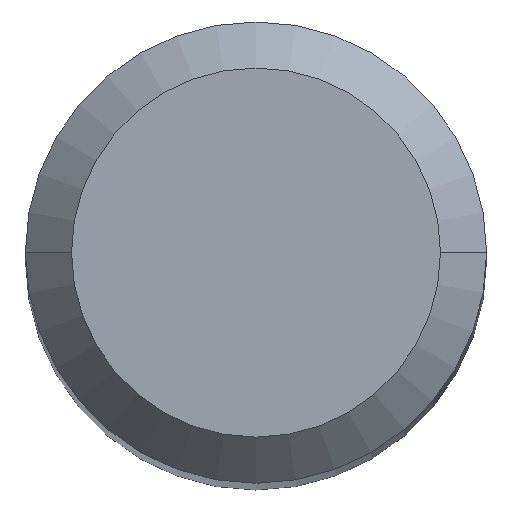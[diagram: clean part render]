
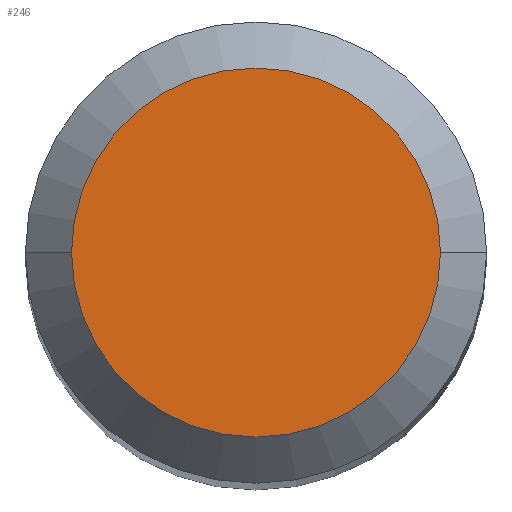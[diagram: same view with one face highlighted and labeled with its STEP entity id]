
A CAD part, top view. The second image highlights one B-rep face of the part: STEP entity #246.
In plain terms, the highlighted planar face has unit normal (0, 0, 1).
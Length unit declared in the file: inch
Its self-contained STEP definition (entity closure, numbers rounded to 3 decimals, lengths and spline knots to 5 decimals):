
#8 = CARTESIAN_POINT ( 'NONE',  ( 0., 0., 0. ) ) ;
#28 = CARTESIAN_POINT ( 'NONE',  ( 0., 0., 0. ) ) ;
#29 = EDGE_CURVE ( 'NONE', #294, #69, #119, .T. ) ;
#69 = VERTEX_POINT ( 'NONE', #455 ) ;
#119 = CIRCLE ( 'NONE', #423, 0.04724 ) ;
#133 = PLANE ( 'NONE',  #255 ) ;
#165 = CARTESIAN_POINT ( 'NONE',  ( -0.04724, 0., 0. ) ) ;
#190 = EDGE_LOOP ( 'NONE', ( #375, #361 ) ) ;
#208 = FACE_OUTER_BOUND ( 'NONE', #190, .T. ) ;
#246 = ADVANCED_FACE ( 'NONE', ( #208 ), #133, .F. ) ;
#255 = AXIS2_PLACEMENT_3D ( 'NONE', #398, #428, #394 ) ;
#294 = VERTEX_POINT ( 'NONE', #165 ) ;
#350 = EDGE_CURVE ( 'NONE', #69, #294, #490, .T. ) ;
#361 = ORIENTED_EDGE ( 'NONE', *, *, #350, .T. ) ;
#368 = DIRECTION ( 'NONE',  ( 1., 0., 0. ) ) ;
#375 = ORIENTED_EDGE ( 'NONE', *, *, #29, .T. ) ;
#378 = DIRECTION ( 'NONE',  ( 1., 0., 0. ) ) ;
#382 = DIRECTION ( 'NONE',  ( 0., 0., 1. ) ) ;
#394 = DIRECTION ( 'NONE',  ( -1., 0., 0. ) ) ;
#398 = CARTESIAN_POINT ( 'NONE',  ( 0., 0., 0. ) ) ;
#423 = AXIS2_PLACEMENT_3D ( 'NONE', #8, #382, #378 ) ;
#425 = AXIS2_PLACEMENT_3D ( 'NONE', #28, #439, #368 ) ;
#428 = DIRECTION ( 'NONE',  ( 0., 0., -1. ) ) ;
#439 = DIRECTION ( 'NONE',  ( 0., 0., 1. ) ) ;
#455 = CARTESIAN_POINT ( 'NONE',  ( 0.04724, 0., 0. ) ) ;
#490 = CIRCLE ( 'NONE', #425, 0.04724 ) ;
